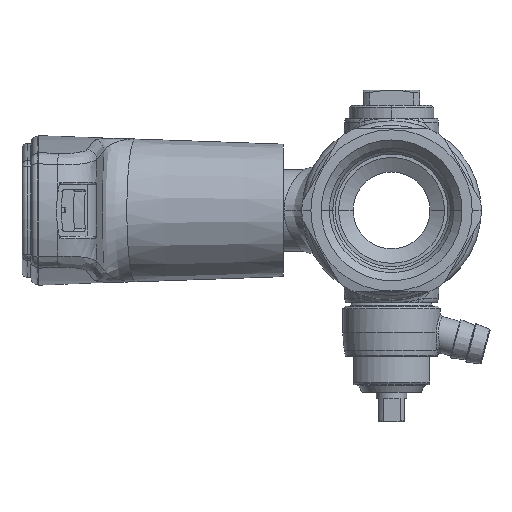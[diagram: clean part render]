
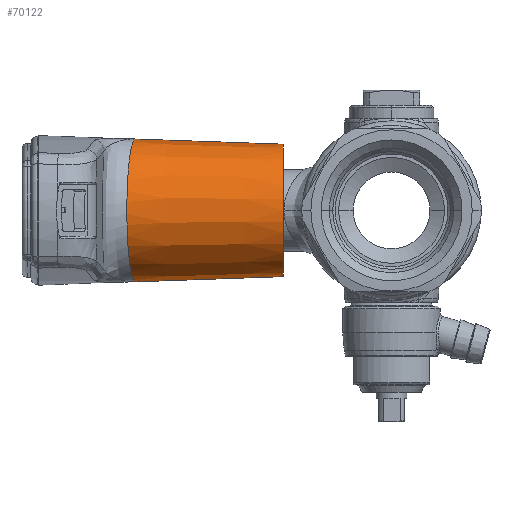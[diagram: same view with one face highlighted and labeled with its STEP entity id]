
A CAD part, left-side view. The second image highlights one B-rep face of the part: STEP entity #70122.
In plain terms, the highlighted conical face has half-angle 2 degrees and reference radius 13.462 mm.
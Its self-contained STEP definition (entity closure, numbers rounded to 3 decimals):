
#49309=CARTESIAN_POINT('',(0.,21.1,0.));
#49310=DIRECTION('',(0.,-1.,0.));
#49311=DIRECTION('',(0.,0.,1.));
#49312=AXIS2_PLACEMENT_3D('',#49309,#49310,#49311);
#49355=DIRECTION('',(0.,-0.999,-0.035));
#49356=VECTOR('',#49355,28.935);
#49357=CARTESIAN_POINT('',(0.,50.017,
13.938));
#49358=LINE('',#49357,#49356);
#49359=DIRECTION('',(0.,-0.999,0.035));
#49360=VECTOR('',#49359,28.935);
#49361=CARTESIAN_POINT('',(0.,50.017,
-13.938));
#49362=LINE('',#49361,#49360);
#49386=CARTESIAN_POINT('',(0.,50.017,
13.938));
#49387=CARTESIAN_POINT('',(-0.368,50.061,
13.94));
#49388=CARTESIAN_POINT('',(-1.102,50.148,
13.914));
#49389=CARTESIAN_POINT('',(-2.198,50.279,
13.788));
#49390=CARTESIAN_POINT('',(-3.281,50.407,
13.576));
#49391=CARTESIAN_POINT('',(-4.342,50.533,
13.279));
#49392=CARTESIAN_POINT('',(-5.377,50.656,
12.899));
#49393=CARTESIAN_POINT('',(-6.378,50.775,
12.439));
#49394=CARTESIAN_POINT('',(-7.339,50.889,
11.902));
#49395=CARTESIAN_POINT('',(-8.254,50.998,
11.291));
#49396=CARTESIAN_POINT('',(-9.118,51.1,
10.611));
#49397=CARTESIAN_POINT('',(-9.925,51.196,
9.865));
#49398=CARTESIAN_POINT('',(-10.67,51.285,
9.059));
#49399=CARTESIAN_POINT('',(-11.349,51.365,
8.197));
#49400=CARTESIAN_POINT('',(-11.958,51.437,
7.284));
#49401=CARTESIAN_POINT('',(-12.493,51.501,
6.328));
#49402=CARTESIAN_POINT('',(-12.951,51.555,
5.333));
#49403=CARTESIAN_POINT('',(-13.33,51.6,
4.306));
#49404=CARTESIAN_POINT('',(-13.626,51.635,
3.252));
#49405=CARTESIAN_POINT('',(-13.839,51.66,
2.179));
#49406=CARTESIAN_POINT('',(-13.968,51.676,
1.093));
#49407=CARTESIAN_POINT('',(-14.011,51.681,
0.));
#49408=CARTESIAN_POINT('',(-13.968,51.676,
-1.093));
#49409=CARTESIAN_POINT('',(-13.839,51.66,
-2.179));
#49410=CARTESIAN_POINT('',(-13.626,51.635,
-3.252));
#49411=CARTESIAN_POINT('',(-13.33,51.6,
-4.306));
#49412=CARTESIAN_POINT('',(-12.951,51.555,
-5.333));
#49413=CARTESIAN_POINT('',(-12.493,51.501,
-6.328));
#49414=CARTESIAN_POINT('',(-11.958,51.437,
-7.284));
#49415=CARTESIAN_POINT('',(-11.349,51.365,
-8.197));
#49416=CARTESIAN_POINT('',(-10.67,51.285,
-9.059));
#49417=CARTESIAN_POINT('',(-9.925,51.196,
-9.865));
#49418=CARTESIAN_POINT('',(-9.118,51.1,
-10.611));
#49419=CARTESIAN_POINT('',(-8.254,50.998,
-11.291));
#49420=CARTESIAN_POINT('',(-7.339,50.889,
-11.902));
#49421=CARTESIAN_POINT('',(-6.378,50.775,
-12.439));
#49422=CARTESIAN_POINT('',(-5.377,50.656,
-12.899));
#49423=CARTESIAN_POINT('',(-4.342,50.533,
-13.279));
#49424=CARTESIAN_POINT('',(-3.281,50.407,
-13.576));
#49425=CARTESIAN_POINT('',(-2.198,50.279,
-13.788));
#49426=CARTESIAN_POINT('',(-1.102,50.148,
-13.914));
#49427=CARTESIAN_POINT('',(-0.368,50.061,
-13.94));
#49428=CARTESIAN_POINT('',(0.,50.017,
-13.938));
#49912=CARTESIAN_POINT('',(0.,50.017,
13.938));
#49954=CARTESIAN_POINT('',(0.,50.017,
-13.938));
#62762=CARTESIAN_POINT('',(0.,21.1,12.928));
#62763=CARTESIAN_POINT('',(0.,21.1,-12.928));
#62764=VERTEX_POINT('',#62762);
#62765=VERTEX_POINT('',#62763);
#62766=VERTEX_POINT('',#49912);
#62767=VERTEX_POINT('',#49954);
#70108=CARTESIAN_POINT('',(0.,36.39,0.));
#70109=DIRECTION('',(0.,1.,0.));
#70110=DIRECTION('',(0.,0.,-1.));
#70111=AXIS2_PLACEMENT_3D('',#70108,#70109,#70110);
#70112=CONICAL_SURFACE('',#70111,13.462,2.);
#70114=ORIENTED_EDGE('',*,*,#70113,.F.);
#70116=ORIENTED_EDGE('',*,*,#70115,.T.);
#70117=ORIENTED_EDGE('',*,*,#70091,.T.);
#70119=ORIENTED_EDGE('',*,*,#70118,.F.);
#70120=EDGE_LOOP('',(#70114,#70116,#70117,#70119));
#70121=FACE_OUTER_BOUND('',#70120,.F.);
#70122=ADVANCED_FACE('',(#70121),#70112,.T.);
#49313=CIRCLE('',#49312,12.928);
#49429=B_SPLINE_CURVE_WITH_KNOTS('',3,(#49386,#49387,#49388,#49389,#49390,
#49391,#49392,#49393,#49394,#49395,#49396,#49397,#49398,#49399,#49400,#49401,
#49402,#49403,#49404,#49405,#49406,#49407,#49408,#49409,#49410,#49411,#49412,
#49413,#49414,#49415,#49416,#49417,#49418,#49419,#49420,#49421,#49422,#49423,
#49424,#49425,#49426,#49427,#49428),.UNSPECIFIED.,.F.,.F.,(4,1,1,1,1,1,1,1,1,1,
1,1,1,1,1,1,1,1,1,1,1,1,1,1,1,1,1,1,1,1,1,1,1,1,1,1,1,1,1,1,4),(0.,0.025,
0.05,0.075,0.1,0.125,0.15,0.175,0.2,0.225,0.25,0.275,0.3,
0.325,0.35,0.375,0.4,0.425,0.45,0.475,0.5,0.525,0.55,
0.575,0.6,0.625,0.65,0.675,0.7,0.725,0.75,0.775,0.8,0.825,
0.85,0.875,0.9,0.925,0.95,0.975,1.),.UNSPECIFIED.);
#70091=EDGE_CURVE('',#62764,#62765,#49313,.T.);
#70113=EDGE_CURVE('',#62766,#62767,#49429,.T.);
#70115=EDGE_CURVE('',#62766,#62764,#49358,.T.);
#70118=EDGE_CURVE('',#62767,#62765,#49362,.T.);
